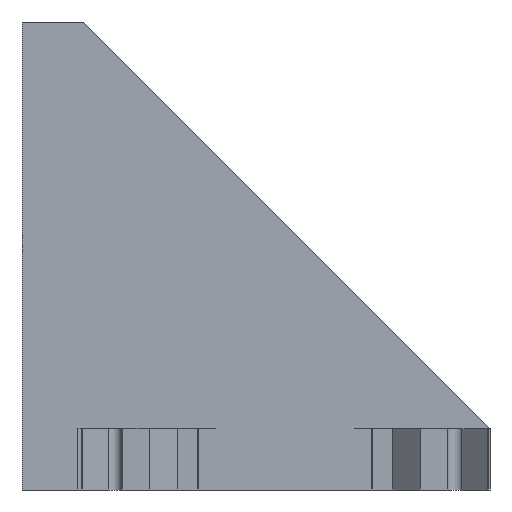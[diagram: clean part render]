
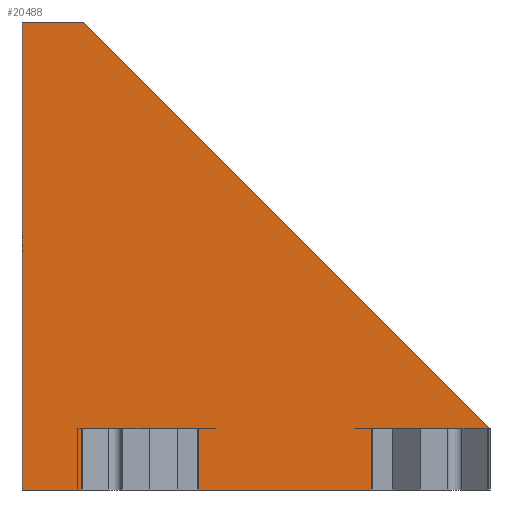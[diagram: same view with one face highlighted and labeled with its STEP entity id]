
A CAD part, front view. The second image highlights one B-rep face of the part: STEP entity #20488.
In plain terms, the highlighted planar face has unit normal (0, -1, 0).
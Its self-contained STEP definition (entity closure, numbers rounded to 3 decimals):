
#911=PLANE('',#21665);
#1920=FACE_OUTER_BOUND('',#2950,.T.);
#2950=EDGE_LOOP('',(#18367,#18368,#18369,#18370,#18371,#18372,#18373,#18374,
#18375,#18376,#18377,#18378,#18379));
#4853=LINE('',#30761,#7631);
#4858=LINE('',#30773,#7636);
#4898=LINE('',#30862,#7676);
#4901=LINE('',#30872,#7679);
#5738=LINE('',#32602,#8516);
#5739=LINE('',#32603,#8517);
#5740=LINE('',#32605,#8518);
#5741=LINE('',#32607,#8519);
#5742=LINE('',#32609,#8520);
#5743=LINE('',#32611,#8521);
#5744=LINE('',#32613,#8522);
#5745=LINE('',#32615,#8523);
#5746=LINE('',#32616,#8524);
#7631=VECTOR('',#25088,10.);
#7636=VECTOR('',#25097,10.);
#7676=VECTOR('',#25175,10.);
#7679=VECTOR('',#25184,10.);
#8516=VECTOR('',#26667,10.);
#8517=VECTOR('',#26668,10.);
#8518=VECTOR('',#26671,10.);
#8519=VECTOR('',#26672,10.);
#8520=VECTOR('',#26673,10.);
#8521=VECTOR('',#26674,10.);
#8522=VECTOR('',#26675,10.);
#8523=VECTOR('',#26676,10.);
#8524=VECTOR('',#26677,10.);
#10041=VERTEX_POINT('',#30757);
#10043=VERTEX_POINT('',#30760);
#10046=VERTEX_POINT('',#30767);
#10048=VERTEX_POINT('',#30771);
#10077=VERTEX_POINT('',#30859);
#10078=VERTEX_POINT('',#30861);
#10080=VERTEX_POINT('',#30866);
#10082=VERTEX_POINT('',#30870);
#10653=VERTEX_POINT('',#32606);
#10654=VERTEX_POINT('',#32608);
#10655=VERTEX_POINT('',#32610);
#10656=VERTEX_POINT('',#32612);
#10657=VERTEX_POINT('',#32614);
#12620=EDGE_CURVE('',#10043,#10041,#4853,.T.);
#12626=EDGE_CURVE('',#10046,#10048,#4858,.T.);
#12670=EDGE_CURVE('',#10078,#10077,#4898,.T.);
#12675=EDGE_CURVE('',#10080,#10082,#4901,.T.);
#13548=EDGE_CURVE('',#10048,#10043,#5738,.T.);
#13549=EDGE_CURVE('',#10082,#10078,#5739,.T.);
#13550=EDGE_CURVE('',#10046,#10077,#5740,.T.);
#13551=EDGE_CURVE('',#10653,#10041,#5741,.T.);
#13552=EDGE_CURVE('',#10654,#10653,#5742,.T.);
#13553=EDGE_CURVE('',#10654,#10655,#5743,.T.);
#13554=EDGE_CURVE('',#10655,#10656,#5744,.T.);
#13555=EDGE_CURVE('',#10657,#10656,#5745,.T.);
#13556=EDGE_CURVE('',#10080,#10657,#5746,.T.);
#18367=ORIENTED_EDGE('',*,*,#12675,.T.);
#18368=ORIENTED_EDGE('',*,*,#13549,.T.);
#18369=ORIENTED_EDGE('',*,*,#12670,.T.);
#18370=ORIENTED_EDGE('',*,*,#13550,.F.);
#18371=ORIENTED_EDGE('',*,*,#12626,.T.);
#18372=ORIENTED_EDGE('',*,*,#13548,.T.);
#18373=ORIENTED_EDGE('',*,*,#12620,.T.);
#18374=ORIENTED_EDGE('',*,*,#13551,.F.);
#18375=ORIENTED_EDGE('',*,*,#13552,.F.);
#18376=ORIENTED_EDGE('',*,*,#13553,.T.);
#18377=ORIENTED_EDGE('',*,*,#13554,.T.);
#18378=ORIENTED_EDGE('',*,*,#13555,.F.);
#18379=ORIENTED_EDGE('',*,*,#13556,.F.);
#20488=ADVANCED_FACE('',(#1920),#911,.F.);
#21665=AXIS2_PLACEMENT_3D('',#32604,#26669,#26670);
#25088=DIRECTION('',(0.,0.,-1.));
#25097=DIRECTION('',(0.,0.,1.));
#25175=DIRECTION('',(0.,0.,-1.));
#25184=DIRECTION('',(0.,0.,1.));
#26667=DIRECTION('',(1.,0.,0.));
#26668=DIRECTION('',(1.,0.,0.));
#26669=DIRECTION('center_axis',(0.,1.,0.));
#26670=DIRECTION('ref_axis',(1.,0.,0.));
#26671=DIRECTION('',(-1.,0.,0.));
#26672=DIRECTION('',(-1.,0.,0.));
#26673=DIRECTION('',(0.,0.,-1.));
#26674=DIRECTION('',(-0.707,0.,0.707));
#26675=DIRECTION('',(-1.,0.,0.));
#26676=DIRECTION('',(0.,0.,1.));
#26677=DIRECTION('',(-1.,0.,0.));
#30757=CARTESIAN_POINT('',(19.91,0.,-3.));
#30760=CARTESIAN_POINT('',(19.91,0.,0.));
#30761=CARTESIAN_POINT('',(19.91,0.,-3.));
#30767=CARTESIAN_POINT('',(14.219,0.,-3.));
#30771=CARTESIAN_POINT('',(14.219,0.,0.));
#30773=CARTESIAN_POINT('',(14.219,0.,3.5));
#30859=CARTESIAN_POINT('',(5.621,0.,-3.));
#30861=CARTESIAN_POINT('',(5.621,0.,0.));
#30862=CARTESIAN_POINT('',(5.621,0.,3.5));
#30866=CARTESIAN_POINT('',(-0.07,0.,-3.));
#30870=CARTESIAN_POINT('',(-0.07,0.,0.));
#30872=CARTESIAN_POINT('',(-0.07,0.,-3.));
#32602=CARTESIAN_POINT('',(9.93,0.,0.));
#32603=CARTESIAN_POINT('',(9.93,0.,0.));
#32604=CARTESIAN_POINT('Origin',(10.,0.,10.));
#32605=CARTESIAN_POINT('',(0.,0.,-3.));
#32606=CARTESIAN_POINT('',(20.,0.,-3.));
#32607=CARTESIAN_POINT('',(0.,0.,-3.));
#32608=CARTESIAN_POINT('',(20.,0.,0.));
#32609=CARTESIAN_POINT('',(20.,0.,0.));
#32610=CARTESIAN_POINT('',(0.,0.,20.));
#32611=CARTESIAN_POINT('',(20.,0.,0.));
#32612=CARTESIAN_POINT('',(-3.,0.,20.));
#32613=CARTESIAN_POINT('',(0.,0.,20.));
#32614=CARTESIAN_POINT('',(-3.,0.,-3.));
#32615=CARTESIAN_POINT('',(-3.,0.,0.));
#32616=CARTESIAN_POINT('',(0.,0.,-3.));
